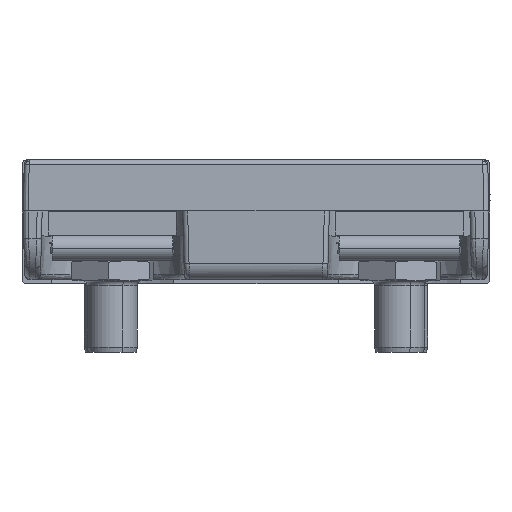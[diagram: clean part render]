
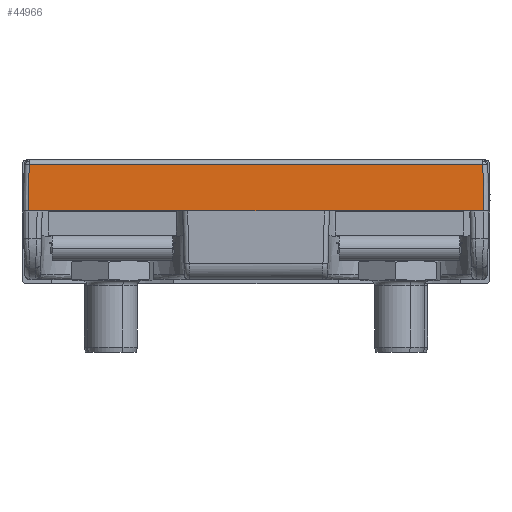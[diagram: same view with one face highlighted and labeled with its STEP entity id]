
A CAD part, left-side view. The second image highlights one B-rep face of the part: STEP entity #44966.
In plain terms, the highlighted planar face has unit normal (-1, 0, 0.026).
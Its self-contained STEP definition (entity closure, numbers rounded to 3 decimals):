
#1918 = EDGE_CURVE ( 'NONE', #9510, #56592, #74325, .T. ) ;
#3734 = ORIENTED_EDGE ( 'NONE', *, *, #1918, .F. ) ;
#6049 = CARTESIAN_POINT ( 'NONE',  ( -221.993, 73.139, -6.319 ) ) ;
#6518 = DIRECTION ( 'NONE',  ( 0., 1., 0. ) ) ;
#7722 = ORIENTED_EDGE ( 'NONE', *, *, #51389, .F. ) ;
#8433 = LINE ( 'NONE', #68146, #80250 ) ;
#9510 = VERTEX_POINT ( 'NONE', #58491 ) ;
#12135 = ORIENTED_EDGE ( 'NONE', *, *, #98453, .F. ) ;
#12434 = LINE ( 'NONE', #103374, #22043 ) ;
#17310 = VERTEX_POINT ( 'NONE', #91575 ) ;
#22043 = VECTOR ( 'NONE', #50422, 1000. ) ;
#25561 = ORIENTED_EDGE ( 'NONE', *, *, #39570, .F. ) ;
#26171 = VECTOR ( 'NONE', #35812, 1000. ) ;
#26689 = CARTESIAN_POINT ( 'NONE',  ( -221.943, 63.39, -4.388 ) ) ;
#27409 = EDGE_CURVE ( 'NONE', #38987, #74497, #107383, .T. ) ;
#28635 = EDGE_LOOP ( 'NONE', ( #12135, #38871, #76958, #102343, #7722, #3734, #25561, #55266 ) ) ;
#29742 = EDGE_CURVE ( 'NONE', #58430, #38987, #94301, .T. ) ;
#31827 = DIRECTION ( 'NONE',  ( 1., 0., -0.026 ) ) ;
#33183 = DIRECTION ( 'NONE',  ( 0., 1., 0. ) ) ;
#34257 = EDGE_CURVE ( 'NONE', #36664, #58430, #12434, .T. ) ;
#34555 = DIRECTION ( 'NONE',  ( 0., 1., 0. ) ) ;
#34839 = DIRECTION ( 'NONE',  ( 0., -1., 0. ) ) ;
#35812 = DIRECTION ( 'NONE',  ( 0.026, -0.026, 0.999 ) ) ;
#36664 = VERTEX_POINT ( 'NONE', #104419 ) ;
#38871 = ORIENTED_EDGE ( 'NONE', *, *, #27409, .F. ) ;
#38987 = VERTEX_POINT ( 'NONE', #26689 ) ;
#39570 = EDGE_CURVE ( 'NONE', #64854, #9510, #81439, .T. ) ;
#44966 = ADVANCED_FACE ( 'NONE', ( #65355 ), #58840, .F. ) ;
#45447 = CARTESIAN_POINT ( 'NONE',  ( -221.943, 85.892, -4.388 ) ) ;
#49412 = CARTESIAN_POINT ( 'NONE',  ( -221.943, 73.139, -4.388 ) ) ;
#50422 = DIRECTION ( 'NONE',  ( 0., 1., 0. ) ) ;
#51389 = EDGE_CURVE ( 'NONE', #56592, #36664, #8433, .T. ) ;
#51860 = CARTESIAN_POINT ( 'NONE',  ( -221.851, 53.914, -0.874 ) ) ;
#53328 = VECTOR ( 'NONE', #85270, 1000. ) ;
#53993 = CARTESIAN_POINT ( 'NONE',  ( -221.943, 85.892, -4.388 ) ) ;
#55266 = ORIENTED_EDGE ( 'NONE', *, *, #72235, .T. ) ;
#56234 = VECTOR ( 'NONE', #6518, 1000. ) ;
#56592 = VERTEX_POINT ( 'NONE', #76122 ) ;
#58430 = VERTEX_POINT ( 'NONE', #91238 ) ;
#58491 = CARTESIAN_POINT ( 'NONE',  ( -221.851, 85.8, -0.874 ) ) ;
#58840 = PLANE ( 'NONE',  #113805 ) ;
#61571 = CARTESIAN_POINT ( 'NONE',  ( -221.943, 73.139, -4.388 ) ) ;
#64854 = VERTEX_POINT ( 'NONE', #53993 ) ;
#65137 = LINE ( 'NONE', #49412, #88676 ) ;
#65355 = FACE_OUTER_BOUND ( 'NONE', #28635, .T. ) ;
#67712 = DIRECTION ( 'NONE',  ( -0.026, 0., -1. ) ) ;
#68146 = CARTESIAN_POINT ( 'NONE',  ( -221.851, 51.359, -0.874 ) ) ;
#68763 = VECTOR ( 'NONE', #34839, 1000. ) ;
#72235 = EDGE_CURVE ( 'NONE', #64854, #17310, #108651, .T. ) ;
#74325 = LINE ( 'NONE', #51860, #68763 ) ;
#74497 = VERTEX_POINT ( 'NONE', #88673 ) ;
#74863 = CARTESIAN_POINT ( 'NONE',  ( -221.943, 73.139, -4.388 ) ) ;
#76122 = CARTESIAN_POINT ( 'NONE',  ( -221.851, 51.359, -0.874 ) ) ;
#76340 = VECTOR ( 'NONE', #34555, 1000. ) ;
#76958 = ORIENTED_EDGE ( 'NONE', *, *, #29742, .F. ) ;
#80250 = VECTOR ( 'NONE', #86305, 1000. ) ;
#81439 = LINE ( 'NONE', #45447, #26171 ) ;
#85270 = DIRECTION ( 'NONE',  ( 0., -1., 0. ) ) ;
#86305 = DIRECTION ( 'NONE',  ( -0.026, -0.026, -0.999 ) ) ;
#88673 = CARTESIAN_POINT ( 'NONE',  ( -221.943, 73.769, -4.388 ) ) ;
#88676 = VECTOR ( 'NONE', #33183, 1000. ) ;
#91238 = CARTESIAN_POINT ( 'NONE',  ( -221.943, 51.96, -4.388 ) ) ;
#91575 = CARTESIAN_POINT ( 'NONE',  ( -221.943, 85.199, -4.388 ) ) ;
#94301 = LINE ( 'NONE', #61571, #76340 ) ;
#98453 = EDGE_CURVE ( 'NONE', #74497, #17310, #65137, .T. ) ;
#102343 = ORIENTED_EDGE ( 'NONE', *, *, #34257, .F. ) ;
#103374 = CARTESIAN_POINT ( 'NONE',  ( -221.943, 64.02, -4.388 ) ) ;
#104419 = CARTESIAN_POINT ( 'NONE',  ( -221.943, 51.267, -4.388 ) ) ;
#107383 = LINE ( 'NONE', #110744, #56234 ) ;
#108651 = LINE ( 'NONE', #74863, #53328 ) ;
#110744 = CARTESIAN_POINT ( 'NONE',  ( -221.943, 73.139, -4.388 ) ) ;
#113805 = AXIS2_PLACEMENT_3D ( 'NONE', #6049, #31827, #67712 ) ;
